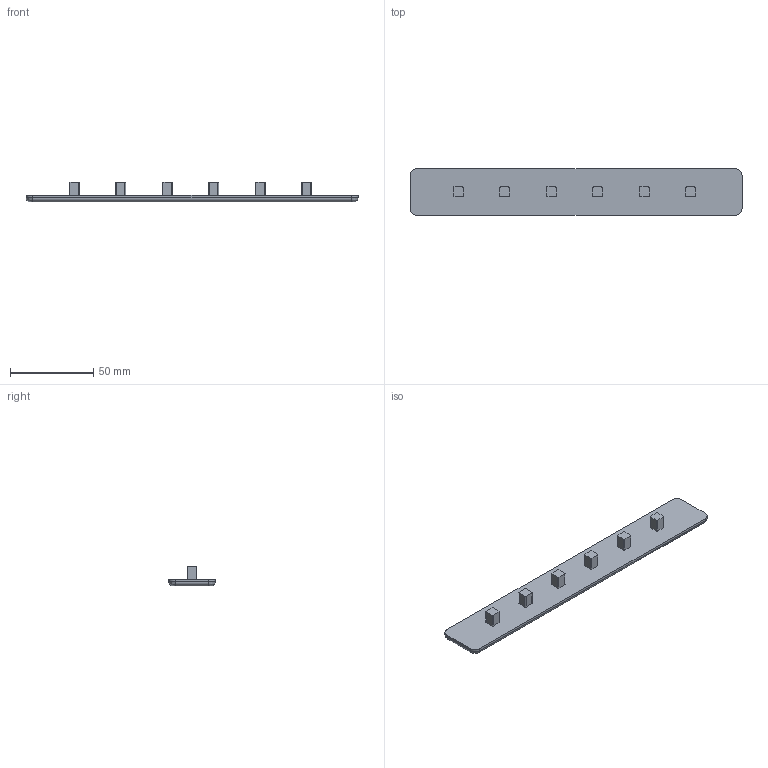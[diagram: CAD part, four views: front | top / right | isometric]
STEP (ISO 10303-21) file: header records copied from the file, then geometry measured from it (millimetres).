
FILE_DESCRIPTION (( 'STEP AP214' ), '1' );
FILE_NAME ('BASE08E1355-Embout 8 200x28.step', '2023-03-24T09:47:50', ( 'Altae' ), ( '' ), 'SwSTEP 2.0', 'SolidWorks 2021', '' );
FILE_SCHEMA (( 'AUTOMOTIVE_DESIGN' ));
Length unit declared in the file: millimetre
Products named in the file (1): BASE08E1355-Embout 8 200x28
Bounding box: 200 x 28 x 12 mm (x, y, z)
Volume: 23465.1 mm3; surface area: 13595.2 mm2
Topology: 1 solids, 1 shells, 72 faces, 184 edges, 120 vertices
Faces by surface type: plane 36, cylinder 32, bspline 4
Entity records: 2266 total; most frequent: CARTESIAN_POINT 449, DIRECTION 382, ORIENTED_EDGE 368, EDGE_CURVE 184, AXIS2_PLACEMENT_3D 133, VERTEX_POINT 120, LINE 116, VECTOR 116
